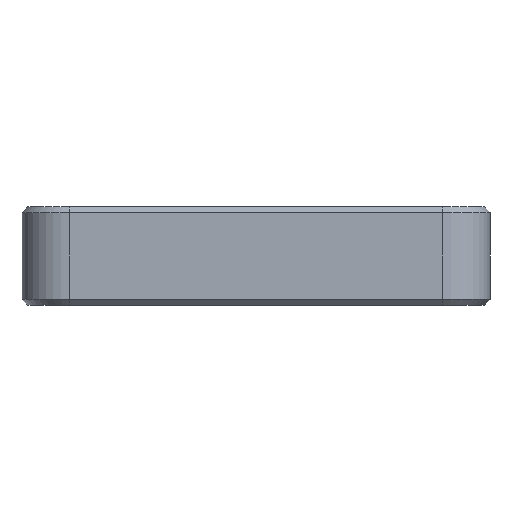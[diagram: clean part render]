
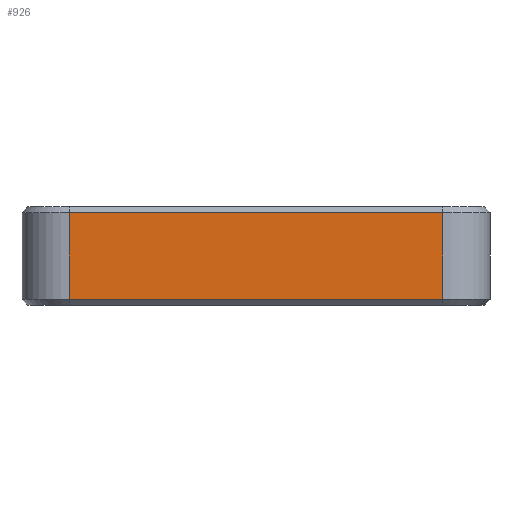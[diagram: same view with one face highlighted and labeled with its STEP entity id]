
A CAD part, left-side view. The second image highlights one B-rep face of the part: STEP entity #926.
In plain terms, the highlighted planar face has unit normal (-1, 0, 0).
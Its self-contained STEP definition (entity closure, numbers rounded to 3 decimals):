
#887=CARTESIAN_POINT('',(8.653,-100.848,-23.5));
#888=DIRECTION('',(-1.,0.,0.));
#889=DIRECTION('',(0.,1.,0.));
#890=AXIS2_PLACEMENT_3D('',#887,#888,#889);
#891=PLANE('',#890);
#892=CARTESIAN_POINT('',(8.653,-81.798,-3.75));
#893=VERTEX_POINT('',#892);
#894=CARTESIAN_POINT('',(8.653,-81.798,-22.05));
#895=VERTEX_POINT('',#894);
#896=CARTESIAN_POINT('',(8.653,-81.798,-3.75));
#897=DIRECTION('',(-0.,-0.,-1.));
#898=VECTOR('',#897,18.3);
#899=LINE('',#896,#898);
#900=EDGE_CURVE('',#893,#895,#899,.T.);
#901=ORIENTED_EDGE('',*,*,#900,.T.);
#902=CARTESIAN_POINT('',(8.653,-160.498,-22.05));
#903=VERTEX_POINT('',#902);
#904=CARTESIAN_POINT('',(8.653,-81.798,-22.05));
#905=DIRECTION('',(0.,-1.,0.));
#906=VECTOR('',#905,78.7);
#907=LINE('',#904,#906);
#908=EDGE_CURVE('',#895,#903,#907,.T.);
#909=ORIENTED_EDGE('',*,*,#908,.T.);
#910=CARTESIAN_POINT('',(8.653,-160.498,-3.75));
#911=VERTEX_POINT('',#910);
#912=CARTESIAN_POINT('',(8.653,-160.498,-22.05));
#913=DIRECTION('',(0.,0.,1.));
#914=VECTOR('',#913,18.3);
#915=LINE('',#912,#914);
#916=EDGE_CURVE('',#903,#911,#915,.T.);
#917=ORIENTED_EDGE('',*,*,#916,.T.);
#918=CARTESIAN_POINT('',(8.653,-160.498,-3.75));
#919=DIRECTION('',(0.,1.,0.));
#920=VECTOR('',#919,78.7);
#921=LINE('',#918,#920);
#922=EDGE_CURVE('',#911,#893,#921,.T.);
#923=ORIENTED_EDGE('',*,*,#922,.T.);
#924=EDGE_LOOP('',(#901,#909,#917,#923));
#925=FACE_BOUND('',#924,.T.);
#926=ADVANCED_FACE('',(#925),#891,.T.);
